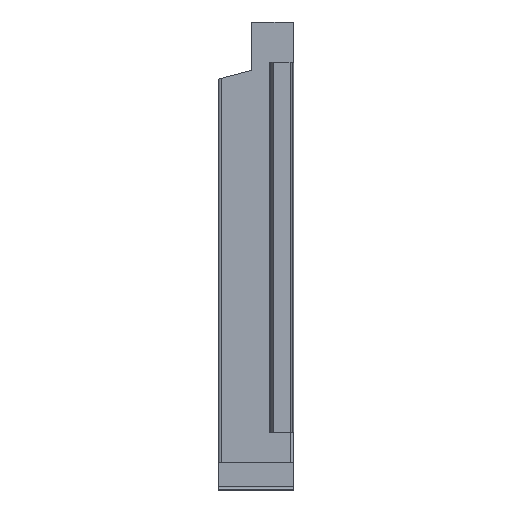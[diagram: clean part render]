
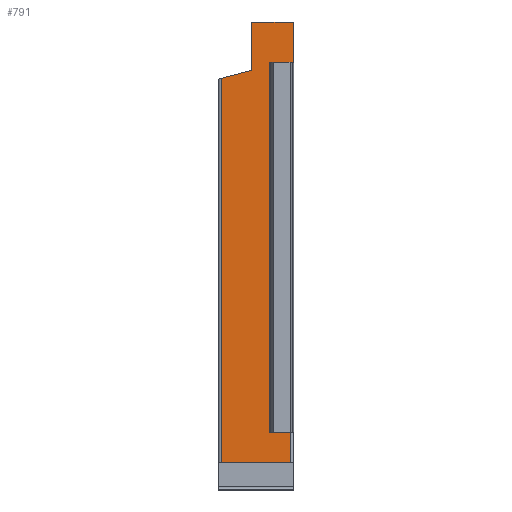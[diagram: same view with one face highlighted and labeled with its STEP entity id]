
A CAD part, top view. The second image highlights one B-rep face of the part: STEP entity #791.
In plain terms, the highlighted planar face has unit normal (0, 0, 1).
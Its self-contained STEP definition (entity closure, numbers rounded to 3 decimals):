
#21=PLANE('',#852);
#53=FACE_OUTER_BOUND('',#98,.T.);
#98=EDGE_LOOP('',(#546,#547,#548,#549,#550,#551,#552,#553,#554,#555));
#147=LINE('',#1174,#233);
#148=LINE('',#1177,#234);
#149=LINE('',#1179,#235);
#150=LINE('',#1181,#236);
#151=LINE('',#1183,#237);
#152=LINE('',#1185,#238);
#153=LINE('',#1187,#239);
#154=LINE('',#1189,#240);
#155=LINE('',#1191,#241);
#156=LINE('',#1192,#242);
#233=VECTOR('',#934,10.);
#234=VECTOR('',#937,10.);
#235=VECTOR('',#938,10.);
#236=VECTOR('',#939,10.);
#237=VECTOR('',#940,10.);
#238=VECTOR('',#941,10.);
#239=VECTOR('',#942,10.);
#240=VECTOR('',#943,10.);
#241=VECTOR('',#944,10.);
#242=VECTOR('',#945,10.);
#347=VERTEX_POINT('',#1167);
#350=VERTEX_POINT('',#1172);
#351=VERTEX_POINT('',#1176);
#352=VERTEX_POINT('',#1178);
#353=VERTEX_POINT('',#1180);
#354=VERTEX_POINT('',#1182);
#355=VERTEX_POINT('',#1184);
#356=VERTEX_POINT('',#1186);
#357=VERTEX_POINT('',#1188);
#358=VERTEX_POINT('',#1190);
#428=EDGE_CURVE('',#350,#347,#147,.T.);
#429=EDGE_CURVE('',#351,#350,#148,.T.);
#430=EDGE_CURVE('',#352,#351,#149,.T.);
#431=EDGE_CURVE('',#353,#352,#150,.T.);
#432=EDGE_CURVE('',#354,#353,#151,.T.);
#433=EDGE_CURVE('',#355,#354,#152,.T.);
#434=EDGE_CURVE('',#356,#355,#153,.T.);
#435=EDGE_CURVE('',#357,#356,#154,.T.);
#436=EDGE_CURVE('',#358,#357,#155,.T.);
#437=EDGE_CURVE('',#347,#358,#156,.T.);
#546=ORIENTED_EDGE('',*,*,#428,.F.);
#547=ORIENTED_EDGE('',*,*,#429,.F.);
#548=ORIENTED_EDGE('',*,*,#430,.F.);
#549=ORIENTED_EDGE('',*,*,#431,.F.);
#550=ORIENTED_EDGE('',*,*,#432,.F.);
#551=ORIENTED_EDGE('',*,*,#433,.F.);
#552=ORIENTED_EDGE('',*,*,#434,.F.);
#553=ORIENTED_EDGE('',*,*,#435,.F.);
#554=ORIENTED_EDGE('',*,*,#436,.F.);
#555=ORIENTED_EDGE('',*,*,#437,.F.);
#791=ADVANCED_FACE('',(#53),#21,.T.);
#852=AXIS2_PLACEMENT_3D('',#1175,#935,#936);
#934=DIRECTION('',(0.,-1.,0.));
#935=DIRECTION('center_axis',(0.,0.,1.));
#936=DIRECTION('ref_axis',(1.,0.,0.));
#937=DIRECTION('',(1.,0.,0.));
#938=DIRECTION('',(0.,-1.,0.));
#939=DIRECTION('',(-1.,0.,0.));
#940=DIRECTION('',(0.,-1.,0.));
#941=DIRECTION('',(1.,0.,0.));
#942=DIRECTION('',(0.,1.,0.));
#943=DIRECTION('',(0.966,0.259,0.));
#944=DIRECTION('',(0.,1.,0.));
#945=DIRECTION('',(-1.,0.,0.));
#1167=CARTESIAN_POINT('',(-84.508,3.,113.8));
#1172=CARTESIAN_POINT('',(-84.508,13.,113.8));
#1174=CARTESIAN_POINT('',(-84.508,149.094,113.8));
#1175=CARTESIAN_POINT('Origin',(-87.5,8.,113.8));
#1176=CARTESIAN_POINT('',(-91.5,13.,113.8));
#1177=CARTESIAN_POINT('',(-88.887,13.,113.8));
#1178=CARTESIAN_POINT('',(-91.5,135.773,113.8));
#1179=CARTESIAN_POINT('',(-91.5,77.047,113.8));
#1180=CARTESIAN_POINT('',(-83.594,135.773,113.8));
#1181=CARTESIAN_POINT('',(-83.5,135.773,113.8));
#1182=CARTESIAN_POINT('',(-83.594,149.094,113.8));
#1183=CARTESIAN_POINT('',(-83.594,149.094,113.8));
#1184=CARTESIAN_POINT('',(-97.5,149.094,113.8));
#1185=CARTESIAN_POINT('',(-83.5,149.094,113.8));
#1186=CARTESIAN_POINT('',(-97.5,133.094,113.8));
#1187=CARTESIAN_POINT('',(-97.5,77.047,113.8));
#1188=CARTESIAN_POINT('',(-107.5,130.415,113.8));
#1189=CARTESIAN_POINT('',(-106.98,130.554,113.8));
#1190=CARTESIAN_POINT('',(-107.5,3.,113.8));
#1191=CARTESIAN_POINT('',(-107.5,2.,113.8));
#1192=CARTESIAN_POINT('',(-85.5,3.,113.8));
